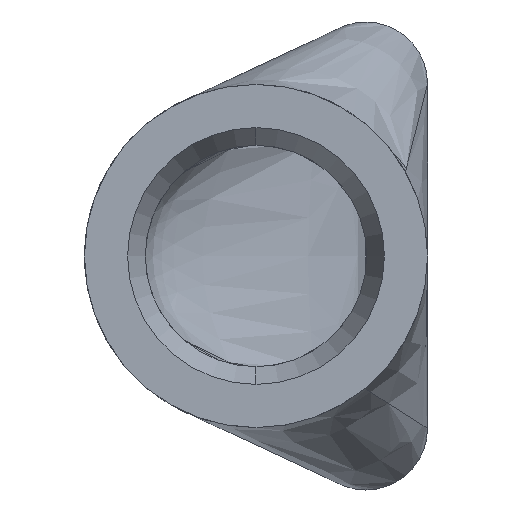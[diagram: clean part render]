
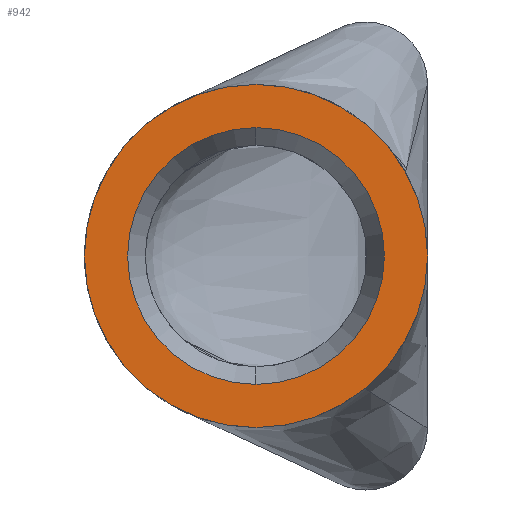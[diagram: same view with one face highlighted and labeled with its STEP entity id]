
A CAD part, left-side view. The second image highlights one B-rep face of the part: STEP entity #942.
In plain terms, the highlighted planar face has unit normal (-1, 0, 0).
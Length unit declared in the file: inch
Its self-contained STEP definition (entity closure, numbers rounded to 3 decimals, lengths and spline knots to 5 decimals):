
#6 = EDGE_LOOP ( 'NONE', ( #564, #1062 ) ) ;
#33 = DIRECTION ( 'NONE',  ( -1., 0., 0. ) ) ;
#84 = CARTESIAN_POINT ( 'NONE',  ( 0., 0.5425, 0.5425 ) ) ;
#101 = FACE_BOUND ( 'NONE', #962, .T. ) ;
#113 = DIRECTION ( 'NONE',  ( 0., 0., 1. ) ) ;
#165 = CIRCLE ( 'NONE', #816, 0.40596 ) ;
#184 = EDGE_CURVE ( 'NONE', #1135, #636, #407, .T. ) ;
#216 = CARTESIAN_POINT ( 'NONE',  ( 0., 0.5425, 0. ) ) ;
#280 = CARTESIAN_POINT ( 'NONE',  ( 0., 0.5425, -0.40596 ) ) ;
#281 = CARTESIAN_POINT ( 'NONE',  ( 0., 0.5425, 0. ) ) ;
#337 = AXIS2_PLACEMENT_3D ( 'NONE', #281, #997, #113 ) ;
#383 = CARTESIAN_POINT ( 'NONE',  ( 0., 0., 0. ) ) ;
#403 = DIRECTION ( 'NONE',  ( 0., 0., 1. ) ) ;
#407 = CIRCLE ( 'NONE', #337, 0.5425 ) ;
#454 = CARTESIAN_POINT ( 'NONE',  ( 0., 0.5425, 0. ) ) ;
#460 = PLANE ( 'NONE',  #1159 ) ;
#461 = DIRECTION ( 'NONE',  ( 1., 0., 0. ) ) ;
#500 = AXIS2_PLACEMENT_3D ( 'NONE', #216, #1100, #566 ) ;
#564 = ORIENTED_EDGE ( 'NONE', *, *, #968, .T. ) ;
#566 = DIRECTION ( 'NONE',  ( 0., 0., 1. ) ) ;
#587 = ORIENTED_EDGE ( 'NONE', *, *, #761, .T. ) ;
#636 = VERTEX_POINT ( 'NONE', #84 ) ;
#642 = FACE_OUTER_BOUND ( 'NONE', #6, .T. ) ;
#733 = DIRECTION ( 'NONE',  ( 0., 0., 1. ) ) ;
#738 = VERTEX_POINT ( 'NONE', #280 ) ;
#751 = CARTESIAN_POINT ( 'NONE',  ( 0., 0.5425, 0. ) ) ;
#761 = EDGE_CURVE ( 'NONE', #819, #738, #910, .T. ) ;
#797 = CARTESIAN_POINT ( 'NONE',  ( 0., 0.5425, -0.5425 ) ) ;
#804 = DIRECTION ( 'NONE',  ( 0., 0., 1. ) ) ;
#816 = AXIS2_PLACEMENT_3D ( 'NONE', #454, #461, #804 ) ;
#819 = VERTEX_POINT ( 'NONE', #941 ) ;
#883 = ORIENTED_EDGE ( 'NONE', *, *, #1138, .T. ) ;
#910 = CIRCLE ( 'NONE', #1005, 0.40596 ) ;
#941 = CARTESIAN_POINT ( 'NONE',  ( 0., 0.5425, 0.40596 ) ) ;
#942 = ADVANCED_FACE ( 'NONE', ( #101, #642 ), #460, .T. ) ;
#962 = EDGE_LOOP ( 'NONE', ( #587, #883 ) ) ;
#968 = EDGE_CURVE ( 'NONE', #636, #1135, #1066, .T. ) ;
#997 = DIRECTION ( 'NONE',  ( -1., 0., 0. ) ) ;
#1005 = AXIS2_PLACEMENT_3D ( 'NONE', #751, #1119, #403 ) ;
#1062 = ORIENTED_EDGE ( 'NONE', *, *, #184, .T. ) ;
#1066 = CIRCLE ( 'NONE', #500, 0.5425 ) ;
#1100 = DIRECTION ( 'NONE',  ( -1., 0., 0. ) ) ;
#1119 = DIRECTION ( 'NONE',  ( 1., 0., 0. ) ) ;
#1135 = VERTEX_POINT ( 'NONE', #797 ) ;
#1138 = EDGE_CURVE ( 'NONE', #738, #819, #165, .T. ) ;
#1159 = AXIS2_PLACEMENT_3D ( 'NONE', #383, #33, #733 ) ;
